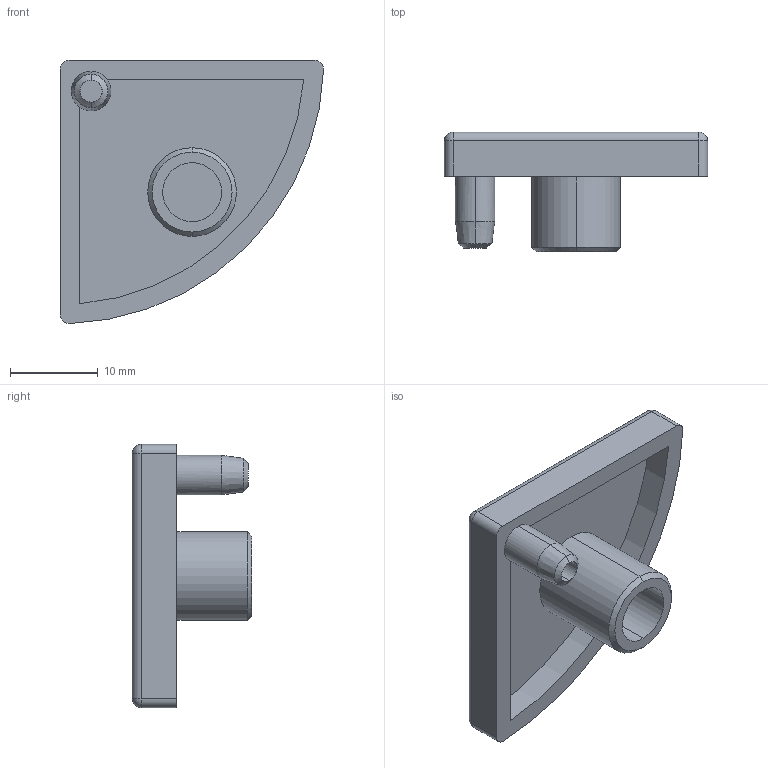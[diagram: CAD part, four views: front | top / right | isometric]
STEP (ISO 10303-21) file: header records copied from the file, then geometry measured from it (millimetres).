
FILE_DESCRIPTION (( 'STEP AP214' ), '1' );
FILE_NAME ('SNSD.30.53.11 Çàãëóøêà òîðöåâàÿ 30x30R(F20).STEP', '2015-12-21T13:48:11', ( '' ), ( '' ), 'SwSTEP 2.0', 'SolidWorks 2014', '' );
FILE_SCHEMA (( 'AUTOMOTIVE_DESIGN' ));
Length unit declared in the file: millimetre
Products named in the file (2): SNSD.30.53.11 Çàãëóøêà òîðöåâàÿ 30x30R(F20)
Bounding box: 29.98 x 13.6 x 29.98 mm (x, y, z)
Volume: 2655.7 mm3; surface area: 2961 mm2
Topology: 1 solids, 1 shells, 36 faces, 78 edges, 45 vertices
Faces by surface type: cylinder 15, plane 11, cone 6, sphere 3, torus 1
Entity records: 1009 total; most frequent: DIRECTION 192, CARTESIAN_POINT 158, ORIENTED_EDGE 150, AXIS2_PLACEMENT_3D 79, EDGE_CURVE 75, VERTEX_POINT 45, CIRCLE 41, EDGE_LOOP 40
